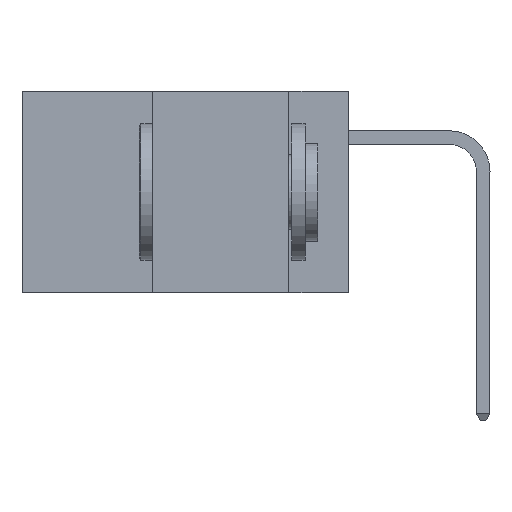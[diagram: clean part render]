
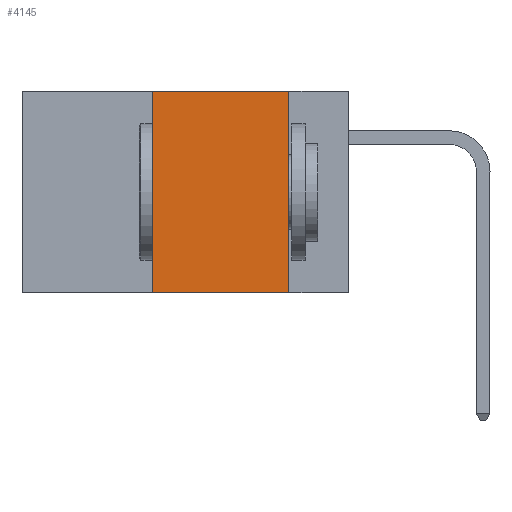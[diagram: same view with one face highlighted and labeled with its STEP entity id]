
A CAD part, left-side view. The second image highlights one B-rep face of the part: STEP entity #4145.
In plain terms, the highlighted planar face has unit normal (-1, 0, 0).
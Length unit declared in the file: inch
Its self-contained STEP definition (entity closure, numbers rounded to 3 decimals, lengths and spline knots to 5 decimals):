
#1313 = EDGE_CURVE ( 'NONE', #13630, #20439, #18172, .T. ) ;
#1317 = LINE ( 'NONE', #17308, #17500 ) ;
#2636 = CARTESIAN_POINT ( 'NONE',  ( 0., 0.11, 0. ) ) ;
#2894 = EDGE_CURVE ( 'NONE', #25586, #13630, #14654, .T. ) ;
#3712 = PLANE ( 'NONE',  #5286 ) ;
#4013 = VECTOR ( 'NONE', #5973, 39.37008 ) ;
#4080 = FACE_OUTER_BOUND ( 'NONE', #21398, .T. ) ;
#4145 = ADVANCED_FACE ( 'NONE', ( #4080 ), #3712, .F. ) ;
#4411 = ORIENTED_EDGE ( 'NONE', *, *, #12033, .T. ) ;
#4625 = DIRECTION ( 'NONE',  ( 0., 0., -1. ) ) ;
#4861 = CARTESIAN_POINT ( 'NONE',  ( 0., 0.11, 0. ) ) ;
#5286 = AXIS2_PLACEMENT_3D ( 'NONE', #25473, #5526, #13594 ) ;
#5526 = DIRECTION ( 'NONE',  ( 1., 0., 0. ) ) ;
#5973 = DIRECTION ( 'NONE',  ( 0., -1., 0. ) ) ;
#8510 = ORIENTED_EDGE ( 'NONE', *, *, #1313, .F. ) ;
#9006 = LINE ( 'NONE', #14033, #4013 ) ;
#9131 = CARTESIAN_POINT ( 'NONE',  ( 0., 0.36, -0.37 ) ) ;
#9428 = EDGE_CURVE ( 'NONE', #22272, #25586, #1317, .T. ) ;
#10350 = VECTOR ( 'NONE', #19766, 39.37008 ) ;
#10737 = VECTOR ( 'NONE', #4625, 39.37008 ) ;
#11074 = DIRECTION ( 'NONE',  ( 0., 0., 1. ) ) ;
#12033 = EDGE_CURVE ( 'NONE', #22272, #20439, #9006, .T. ) ;
#13522 = CARTESIAN_POINT ( 'NONE',  ( 0., 0.11, -0.37 ) ) ;
#13594 = DIRECTION ( 'NONE',  ( 0., 0., -1. ) ) ;
#13630 = VERTEX_POINT ( 'NONE', #4861 ) ;
#14033 = CARTESIAN_POINT ( 'NONE',  ( 0., 0.6, -0.37 ) ) ;
#14654 = LINE ( 'NONE', #19606, #10350 ) ;
#16695 = CARTESIAN_POINT ( 'NONE',  ( 0., 0.36, 0. ) ) ;
#17308 = CARTESIAN_POINT ( 'NONE',  ( 0., 0.36, 0. ) ) ;
#17394 = ORIENTED_EDGE ( 'NONE', *, *, #9428, .F. ) ;
#17500 = VECTOR ( 'NONE', #11074, 39.37008 ) ;
#18172 = LINE ( 'NONE', #2636, #10737 ) ;
#19606 = CARTESIAN_POINT ( 'NONE',  ( 0., 0.6, 0. ) ) ;
#19766 = DIRECTION ( 'NONE',  ( 0., -1., 0. ) ) ;
#20439 = VERTEX_POINT ( 'NONE', #13522 ) ;
#21212 = ORIENTED_EDGE ( 'NONE', *, *, #2894, .F. ) ;
#21398 = EDGE_LOOP ( 'NONE', ( #8510, #21212, #17394, #4411 ) ) ;
#22272 = VERTEX_POINT ( 'NONE', #9131 ) ;
#25473 = CARTESIAN_POINT ( 'NONE',  ( 0., 0.6, 0. ) ) ;
#25586 = VERTEX_POINT ( 'NONE', #16695 ) ;
